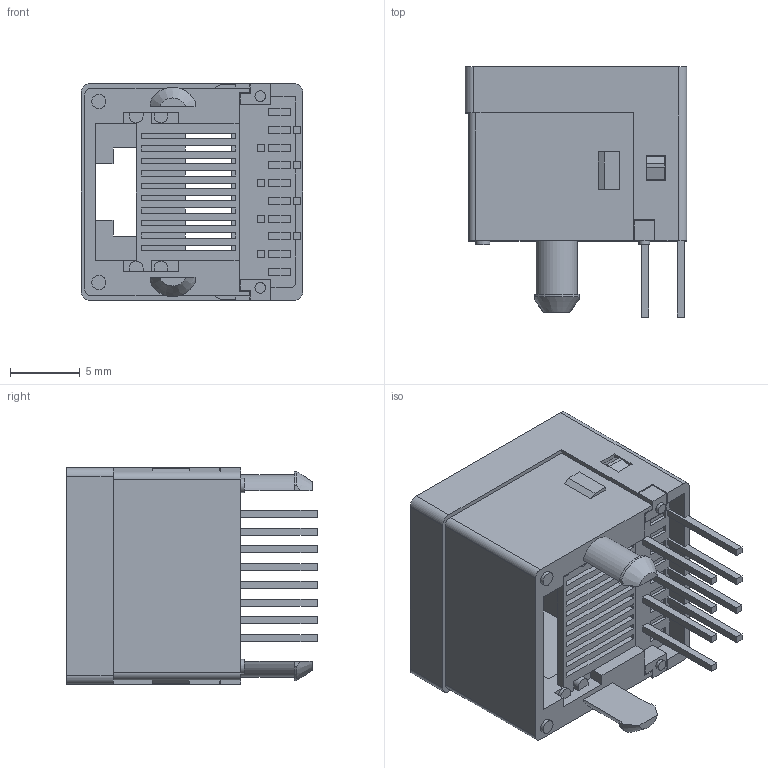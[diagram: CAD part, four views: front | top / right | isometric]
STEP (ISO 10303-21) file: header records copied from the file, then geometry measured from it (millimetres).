
FILE_DESCRIPTION(/* description */ ('STEP AP203'),/* implementation_level */ '2;1');
FILE_NAME(/* name */ '428788506',/* time_stamp */ '2023-01-22T15:42:30+01:00',/* author */ ('License CC BY-ND 4.0'),/* organization */ ('CADENAS'),/* preprocessor_version */ 'ST-DEVELOPER v18.102',/* originating_system */ 'PARTsolutions',/* authorisation */ ' ');
FILE_SCHEMA (('CONFIG_CONTROL_DESIGN'));
Length unit declared in the file: inch
Products named in the file (4): 428788506; 428788506_PART3; 428788506_PART2; 428788506_PART1
Assembly tree (3 placements, depth 2):
  428788506
    428788506_PART3
    428788506_PART2
    428788506_PART1
Bounding box: 15.88 x 17.91 x 15.49 mm (x, y, z)
Volume: 1629.6 mm3; surface area: 2127.4 mm2
Topology: 3 solids, 3 shells, 337 faces, 937 edges, 621 vertices
Faces by surface type: plane 307, cylinder 28, cone 2
Full cylindrical faces by diameter (mm): 0.762 x2, 1.016 x2
Entity records: 10698 total; most frequent: CARTESIAN_POINT 1925, ORIENTED_EDGE 1860, DIRECTION 1662, EDGE_CURVE 930, LINE 864, VECTOR 864, VERTEX_POINT 618, AXIS2_PLACEMENT_3D 399
